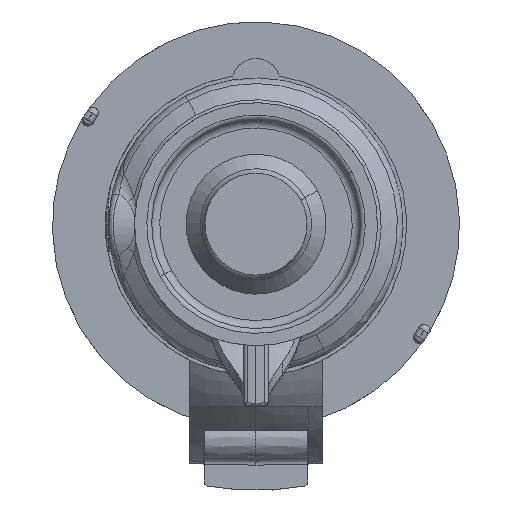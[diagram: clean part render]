
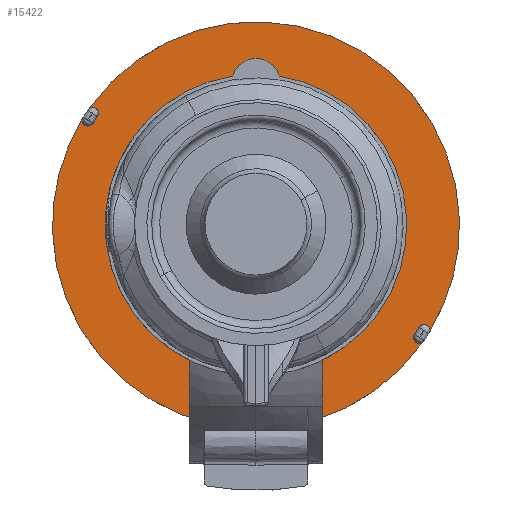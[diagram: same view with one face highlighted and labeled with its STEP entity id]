
A CAD part, top view. The second image highlights one B-rep face of the part: STEP entity #15422.
In plain terms, the highlighted planar face has unit normal (0, 0, 1).
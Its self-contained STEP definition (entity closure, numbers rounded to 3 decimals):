
#3579=CARTESIAN_POINT('',(0.,0.,
-39.328));
#3580=DIRECTION('',(0.,0.,1.));
#3581=DIRECTION('',(-0.855,0.518,0.));
#3582=AXIS2_PLACEMENT_3D('',#3579,#3580,#3581);
#3584=CARTESIAN_POINT('',(0.,0.,
-39.328));
#3585=DIRECTION('',(0.,0.,1.));
#3586=DIRECTION('',(1.,0.031,0.));
#3587=AXIS2_PLACEMENT_3D('',#3584,#3585,#3586);
#3589=CARTESIAN_POINT('',(0.,35.35,
-39.328));
#3590=DIRECTION('',(0.,0.,-1.));
#3591=DIRECTION('',(-0.996,-0.085,0.));
#3592=AXIS2_PLACEMENT_3D('',#3589,#3590,#3591);
#3594=CARTESIAN_POINT('',(0.,0.,-39.328));
#3595=DIRECTION('',(0.,0.,1.));
#3596=DIRECTION('',(-0.169,0.986,0.));
#3597=AXIS2_PLACEMENT_3D('',#3594,#3595,#3596);
#3599=DIRECTION('',(0.003,1.,0.));
#3600=VECTOR('',#3599,0.104);
#3601=CARTESIAN_POINT('',(-13.346,-32.839,
-39.328));
#3602=LINE('',#3601,#3600);
#3603=CARTESIAN_POINT('',(0.,0.,-39.328));
#3604=DIRECTION('',(0.,0.,1.));
#3605=DIRECTION('',(-0.377,-0.926,0.));
#3606=AXIS2_PLACEMENT_3D('',#3603,#3604,#3605);
#3608=DIRECTION('',(-0.003,1.,0.));
#3609=VECTOR('',#3608,0.104);
#3610=CARTESIAN_POINT('',(13.346,-32.839,
-39.328));
#3611=LINE('',#3610,#3609);
#3612=CARTESIAN_POINT('',(0.,0.,-39.328));
#3613=DIRECTION('',(0.,0.,1.));
#3614=DIRECTION('',(0.378,-0.926,0.));
#3615=AXIS2_PLACEMENT_3D('',#3612,#3613,#3614);
#3617=DIRECTION('',(0.,1.,0.));
#3618=VECTOR('',#3617,5.024);
#3619=CARTESIAN_POINT('',(6.517,-44.862,
-39.328));
#3620=LINE('',#3619,#3618);
#3621=CARTESIAN_POINT('',(0.,0.,-39.328));
#3622=DIRECTION('',(0.,0.,1.));
#3623=DIRECTION('',(-0.161,-0.987,0.));
#3624=AXIS2_PLACEMENT_3D('',#3621,#3622,#3623);
#3626=DIRECTION('',(0.,1.,0.));
#3627=VECTOR('',#3626,5.024);
#3628=CARTESIAN_POINT('',(-6.517,-44.862,
-39.328));
#3629=LINE('',#3628,#3627);
#3637=CARTESIAN_POINT('',(40.594,-27.799,
-39.328));
#3638=DIRECTION('',(0.,0.,-1.));
#3639=DIRECTION('',(0.426,-0.905,0.));
#3640=AXIS2_PLACEMENT_3D('',#3637,#3638,#3639);
#3712=CARTESIAN_POINT('',(41.69,-26.126,
-39.328));
#3713=DIRECTION('',(0.,0.,-1.));
#3714=DIRECTION('',(-0.847,0.531,0.));
#3715=AXIS2_PLACEMENT_3D('',#3712,#3713,#3714);
#3762=CARTESIAN_POINT('',(0.,0.,
-39.328));
#3763=DIRECTION('',(0.,0.,1.));
#3764=DIRECTION('',(-1.,-0.031,0.));
#3765=AXIS2_PLACEMENT_3D('',#3762,#3763,#3764);
#3767=CARTESIAN_POINT('',(0.,0.,
-39.328));
#3768=DIRECTION('',(0.,0.,1.));
#3769=DIRECTION('',(0.855,-0.518,0.));
#3770=AXIS2_PLACEMENT_3D('',#3767,#3768,#3769);
#5955=CARTESIAN_POINT('',(-40.594,27.799,
-39.328));
#5956=DIRECTION('',(0.,0.,-1.));
#5957=DIRECTION('',(-0.426,0.905,0.));
#5958=AXIS2_PLACEMENT_3D('',#5955,#5956,#5957);
#6039=CARTESIAN_POINT('',(-41.69,26.126,
-39.328));
#6040=DIRECTION('',(0.,0.,-1.));
#6041=DIRECTION('',(0.847,-0.531,0.));
#6042=AXIS2_PLACEMENT_3D('',#6039,#6040,#6041);
#6055=CARTESIAN_POINT('',(0.,0.,
-39.328));
#6056=DIRECTION('',(0.,0.,1.));
#6057=DIRECTION('',(-0.825,0.565,0.));
#6058=AXIS2_PLACEMENT_3D('',#6055,#6056,#6057);
#6144=CARTESIAN_POINT('',(0.,0.,
-39.328));
#6145=DIRECTION('',(0.,0.,1.));
#6146=DIRECTION('',(0.825,-0.565,0.));
#6147=AXIS2_PLACEMENT_3D('',#6144,#6145,#6146);
#7333=CARTESIAN_POINT('',(0.,0.,-39.328));
#7334=DIRECTION('',(0.,0.,-1.));
#7335=DIRECTION('',(0.144,-0.99,0.));
#7336=AXIS2_PLACEMENT_3D('',#7333,#7334,#7335);
#8513=CARTESIAN_POINT('',(39.356,-26.952,
-39.328));
#8514=CARTESIAN_POINT('',(40.419,-25.33,
-39.328));
#8515=VERTEX_POINT('',#8513);
#8516=VERTEX_POINT('',#8514);
#8517=CARTESIAN_POINT('',(-39.356,26.952,
-39.328));
#8518=CARTESIAN_POINT('',(-40.419,25.33,
-39.328));
#8519=VERTEX_POINT('',#8517);
#8520=VERTEX_POINT('',#8518);
#8521=CARTESIAN_POINT('',(50.476,1.552,-39.328));
#8522=CARTESIAN_POINT('',(-41.233,29.156,
-39.328));
#8523=VERTEX_POINT('',#8521);
#8524=VERTEX_POINT('',#8522);
#8525=CARTESIAN_POINT('',(-43.189,26.171,
-39.328));
#8526=CARTESIAN_POINT('',(-50.476,-1.552,
-39.328));
#8527=VERTEX_POINT('',#8525);
#8528=VERTEX_POINT('',#8526);
#8533=CARTESIAN_POINT('',(41.233,-29.156,
-39.328));
#8534=VERTEX_POINT('',#8533);
#8535=CARTESIAN_POINT('',(43.189,-26.171,
-39.328));
#8536=VERTEX_POINT('',#8535);
#8857=CARTESIAN_POINT('',(-5.978,34.841,
-39.328));
#8858=CARTESIAN_POINT('',(5.978,34.841,-39.328));
#8859=VERTEX_POINT('',#8857);
#8860=VERTEX_POINT('',#8858);
#8861=CARTESIAN_POINT('',(-13.346,-32.734,
-39.328));
#8862=VERTEX_POINT('',#8861);
#8863=CARTESIAN_POINT('',(13.346,-32.734,
-39.328));
#8864=VERTEX_POINT('',#8863);
#8865=CARTESIAN_POINT('',(-13.346,-32.839,
-39.328));
#8866=CARTESIAN_POINT('',(13.346,-32.839,
-39.328));
#8867=VERTEX_POINT('',#8865);
#8868=VERTEX_POINT('',#8866);
#8991=CARTESIAN_POINT('',(6.517,-44.862,
-39.328));
#8992=CARTESIAN_POINT('',(6.517,-39.838,
-39.328));
#8993=VERTEX_POINT('',#8991);
#8994=VERTEX_POINT('',#8992);
#8995=CARTESIAN_POINT('',(-6.517,-39.838,
-39.328));
#8996=VERTEX_POINT('',#8995);
#8997=CARTESIAN_POINT('',(-6.517,-44.862,
-39.328));
#8998=VERTEX_POINT('',#8997);
#15372=CARTESIAN_POINT('',(-50.476,-1.552,
-39.328));
#15373=DIRECTION('',(0.,0.,-1.));
#15374=DIRECTION('',(-0.031,1.,0.));
#15375=AXIS2_PLACEMENT_3D('',#15372,#15373,#15374);
#15376=PLANE('',#15375);
#15378=ORIENTED_EDGE('',*,*,#15377,.F.);
#15380=ORIENTED_EDGE('',*,*,#15379,.F.);
#15382=ORIENTED_EDGE('',*,*,#15381,.F.);
#15384=ORIENTED_EDGE('',*,*,#15383,.F.);
#15386=ORIENTED_EDGE('',*,*,#15385,.F.);
#15388=ORIENTED_EDGE('',*,*,#15387,.F.);
#15390=ORIENTED_EDGE('',*,*,#15389,.F.);
#15392=ORIENTED_EDGE('',*,*,#15391,.F.);
#15394=ORIENTED_EDGE('',*,*,#15393,.F.);
#15396=ORIENTED_EDGE('',*,*,#15395,.F.);
#15397=EDGE_LOOP('',(#15378,#15380,#15382,#15384,#15386,#15388,#15390,#15392,
#15394,#15396));
#15398=FACE_OUTER_BOUND('',#15397,.F.);
#15399=ORIENTED_EDGE('',*,*,#15352,.F.);
#15401=ORIENTED_EDGE('',*,*,#15400,.T.);
#15403=ORIENTED_EDGE('',*,*,#15402,.F.);
#15405=ORIENTED_EDGE('',*,*,#15404,.T.);
#15407=ORIENTED_EDGE('',*,*,#15406,.T.);
#15409=ORIENTED_EDGE('',*,*,#15408,.T.);
#15410=EDGE_LOOP('',(#15399,#15401,#15403,#15405,#15407,#15409));
#15411=FACE_BOUND('',#15410,.F.);
#15413=ORIENTED_EDGE('',*,*,#15412,.F.);
#15415=ORIENTED_EDGE('',*,*,#15414,.T.);
#15417=ORIENTED_EDGE('',*,*,#15416,.F.);
#15419=ORIENTED_EDGE('',*,*,#15418,.F.);
#15420=EDGE_LOOP('',(#15413,#15415,#15417,#15419));
#15421=FACE_BOUND('',#15420,.F.);
#15422=ADVANCED_FACE('',(#15398,#15411,#15421),#15376,.F.);
#3583=CIRCLE('',#3582,50.5);
#3588=CIRCLE('',#3587,50.5);
#3593=CIRCLE('',#3592,6.);
#3598=CIRCLE('',#3597,35.35);
#3607=CIRCLE('',#3606,35.447);
#3616=CIRCLE('',#3615,35.35);
#3625=CIRCLE('',#3624,40.368);
#3641=CIRCLE('',#3640,1.5);
#3716=CIRCLE('',#3715,1.5);
#3766=CIRCLE('',#3765,50.5);
#3771=CIRCLE('',#3770,50.5);
#5959=CIRCLE('',#5958,1.5);
#6043=CIRCLE('',#6042,1.5);
#6059=CIRCLE('',#6058,47.7);
#6148=CIRCLE('',#6147,47.7);
#7337=CIRCLE('',#7336,45.333);
#15352=EDGE_CURVE('',#8859,#8860,#3593,.T.);
#15377=EDGE_CURVE('',#8534,#8515,#3641,.T.);
#15379=EDGE_CURVE('',#8528,#8534,#3766,.T.);
#15381=EDGE_CURVE('',#8527,#8528,#3583,.T.);
#15383=EDGE_CURVE('',#8520,#8527,#6043,.T.);
#15385=EDGE_CURVE('',#8519,#8520,#6059,.T.);
#15387=EDGE_CURVE('',#8524,#8519,#5959,.T.);
#15389=EDGE_CURVE('',#8523,#8524,#3588,.T.);
#15391=EDGE_CURVE('',#8536,#8523,#3771,.T.);
#15393=EDGE_CURVE('',#8516,#8536,#3716,.T.);
#15395=EDGE_CURVE('',#8515,#8516,#6148,.T.);
#15400=EDGE_CURVE('',#8859,#8862,#3598,.T.);
#15402=EDGE_CURVE('',#8867,#8862,#3602,.T.);
#15404=EDGE_CURVE('',#8867,#8868,#3607,.T.);
#15406=EDGE_CURVE('',#8868,#8864,#3611,.T.);
#15408=EDGE_CURVE('',#8864,#8860,#3616,.T.);
#15412=EDGE_CURVE('',#8993,#8998,#7337,.T.);
#15414=EDGE_CURVE('',#8993,#8994,#3620,.T.);
#15416=EDGE_CURVE('',#8996,#8994,#3625,.T.);
#15418=EDGE_CURVE('',#8998,#8996,#3629,.T.);
